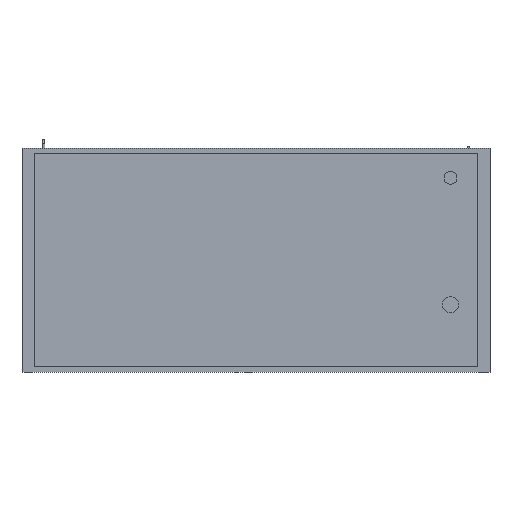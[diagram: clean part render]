
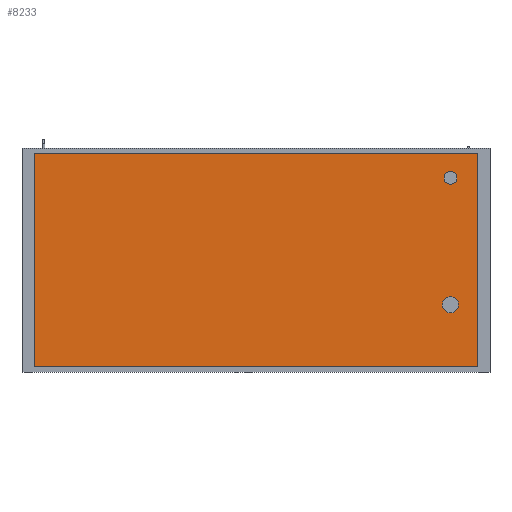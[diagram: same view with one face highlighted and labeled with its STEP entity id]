
A CAD part, front view. The second image highlights one B-rep face of the part: STEP entity #8233.
In plain terms, the highlighted planar face has unit normal (0, -1, 0).
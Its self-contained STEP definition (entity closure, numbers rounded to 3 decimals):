
#65=FACE_BOUND('',#845,.T.);
#66=FACE_BOUND('',#846,.T.);
#83=CIRCLE('',#8786,20.);
#85=CIRCLE('',#8790,25.);
#347=FACE_OUTER_BOUND('',#844,.T.);
#844=EDGE_LOOP('',(#5489,#5490,#5491,#5492));
#845=EDGE_LOOP('',(#5493));
#846=EDGE_LOOP('',(#5494));
#1365=LINE('',#11799,#2415);
#1368=LINE('',#11805,#2418);
#1371=LINE('',#11811,#2421);
#1374=LINE('',#11815,#2424);
#2415=VECTOR('',#9480,10.);
#2418=VECTOR('',#9485,10.);
#2421=VECTOR('',#9490,10.);
#2424=VECTOR('',#9495,10.);
#3446=VERTEX_POINT('',#11756);
#3448=VERTEX_POINT('',#11763);
#3459=VERTEX_POINT('',#11796);
#3460=VERTEX_POINT('',#11798);
#3462=VERTEX_POINT('',#11804);
#3464=VERTEX_POINT('',#11810);
#4239=EDGE_CURVE('',#3446,#3446,#83,.T.);
#4242=EDGE_CURVE('',#3448,#3448,#85,.T.);
#4257=EDGE_CURVE('',#3460,#3459,#1365,.T.);
#4260=EDGE_CURVE('',#3462,#3460,#1368,.T.);
#4263=EDGE_CURVE('',#3464,#3462,#1371,.T.);
#4266=EDGE_CURVE('',#3459,#3464,#1374,.T.);
#5489=ORIENTED_EDGE('',*,*,#4266,.T.);
#5490=ORIENTED_EDGE('',*,*,#4263,.T.);
#5491=ORIENTED_EDGE('',*,*,#4260,.T.);
#5492=ORIENTED_EDGE('',*,*,#4257,.T.);
#5493=ORIENTED_EDGE('',*,*,#4239,.T.);
#5494=ORIENTED_EDGE('',*,*,#4242,.T.);
#7801=PLANE('',#8802);
#8233=ADVANCED_FACE('',(#347,#65,#66),#7801,.T.);
#8786=AXIS2_PLACEMENT_3D('',#11758,#9441,#9442);
#8790=AXIS2_PLACEMENT_3D('',#11765,#9450,#9451);
#8802=AXIS2_PLACEMENT_3D('',#11817,#9498,#9499);
#9441=DIRECTION('center_axis',(0.,1.,0.));
#9442=DIRECTION('ref_axis',(1.,0.,0.));
#9450=DIRECTION('center_axis',(0.,1.,0.));
#9451=DIRECTION('ref_axis',(1.,0.,0.));
#9480=DIRECTION('',(-1.,0.,0.));
#9485=DIRECTION('',(0.,0.,1.));
#9490=DIRECTION('',(1.,0.,0.));
#9495=DIRECTION('',(0.,0.,-1.));
#9498=DIRECTION('center_axis',(0.,-1.,0.));
#9499=DIRECTION('ref_axis',(0.,0.,-1.));
#11756=CARTESIAN_POINT('',(582.5,-370.,255.));
#11758=CARTESIAN_POINT('Origin',(602.5,-370.,255.));
#11763=CARTESIAN_POINT('',(577.5,-370.,-138.));
#11765=CARTESIAN_POINT('Origin',(602.5,-370.,-138.));
#11796=CARTESIAN_POINT('',(-687.5,-370.,330.));
#11798=CARTESIAN_POINT('',(687.5,-370.,330.));
#11799=CARTESIAN_POINT('',(-687.5,-370.,330.));
#11804=CARTESIAN_POINT('',(687.5,-370.,-330.));
#11805=CARTESIAN_POINT('',(687.5,-370.,330.));
#11810=CARTESIAN_POINT('',(-687.5,-370.,-330.));
#11811=CARTESIAN_POINT('',(687.5,-370.,-330.));
#11815=CARTESIAN_POINT('',(-687.5,-370.,-330.));
#11817=CARTESIAN_POINT('Origin',(0.,-370.,0.));
